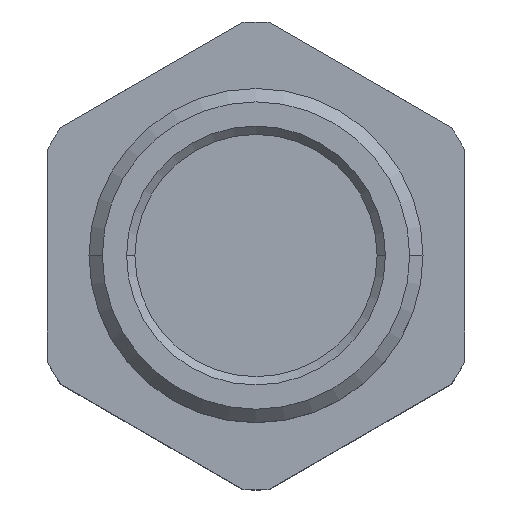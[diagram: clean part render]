
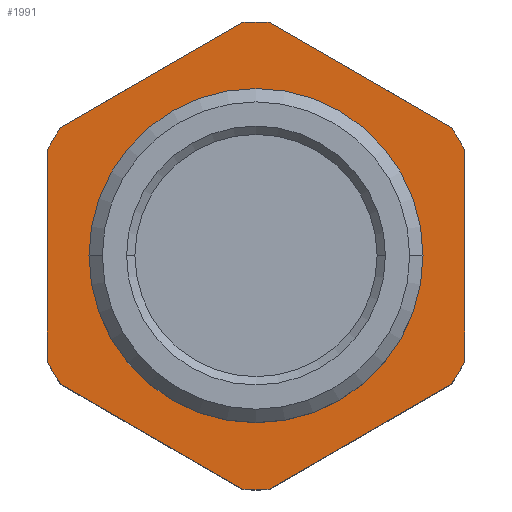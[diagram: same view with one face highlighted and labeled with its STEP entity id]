
A CAD part, top view. The second image highlights one B-rep face of the part: STEP entity #1991.
In plain terms, the highlighted planar face has unit normal (0, 0, 1).
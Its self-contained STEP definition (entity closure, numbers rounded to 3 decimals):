
#25 = EDGE_CURVE ( 'NONE', #3623, #624, #164, .T. ) ;
#53 = ORIENTED_EDGE ( 'NONE', *, *, #627, .F. ) ;
#107 = DIRECTION ( 'NONE',  ( 0., -1., 0. ) ) ;
#119 = DIRECTION ( 'NONE',  ( 0., 0., 1. ) ) ;
#163 = AXIS2_PLACEMENT_3D ( 'NONE', #2386, #2245, #2190 ) ;
#164 = LINE ( 'NONE', #2270, #904 ) ;
#185 = DIRECTION ( 'NONE',  ( 0., 0., -1. ) ) ;
#215 = AXIS2_PLACEMENT_3D ( 'NONE', #3235, #2037, #3038 ) ;
#223 = DIRECTION ( 'NONE',  ( -1., 0., 0. ) ) ;
#271 = VERTEX_POINT ( 'NONE', #2286 ) ;
#380 = VERTEX_POINT ( 'NONE', #2906 ) ;
#527 = AXIS2_PLACEMENT_3D ( 'NONE', #3614, #3669, #3829 ) ;
#544 = VECTOR ( 'NONE', #2791, 1000. ) ;
#547 = EDGE_CURVE ( 'NONE', #2966, #992, #2455, .T. ) ;
#569 = AXIS2_PLACEMENT_3D ( 'NONE', #2996, #3401, #712 ) ;
#624 = VERTEX_POINT ( 'NONE', #2918 ) ;
#627 = EDGE_CURVE ( 'NONE', #992, #3566, #3001, .T. ) ;
#697 = DIRECTION ( 'NONE',  ( 0., 0., -1. ) ) ;
#712 = DIRECTION ( 'NONE',  ( -1., 0., 0. ) ) ;
#761 = CIRCLE ( 'NONE', #3750, 18.8 ) ;
#803 = EDGE_CURVE ( 'NONE', #2415, #380, #761, .T. ) ;
#904 = VECTOR ( 'NONE', #107, 1000. ) ;
#930 = CARTESIAN_POINT ( 'NONE',  ( 0., 28.868, 0. ) ) ;
#963 = DIRECTION ( 'NONE',  ( -0.866, 0.5, 0. ) ) ;
#992 = VERTEX_POINT ( 'NONE', #2061 ) ;
#1068 = LINE ( 'NONE', #2654, #2738 ) ;
#1155 = DIRECTION ( 'NONE',  ( 0., 0., -1. ) ) ;
#1221 = CIRCLE ( 'NONE', #569, 18.8 ) ;
#1254 = CARTESIAN_POINT ( 'NONE',  ( 0., 0., 0. ) ) ;
#1273 = ORIENTED_EDGE ( 'NONE', *, *, #2857, .F. ) ;
#1329 = EDGE_LOOP ( 'NONE', ( #1768, #1718 ) ) ;
#1346 = DIRECTION ( 'NONE',  ( 0., 0., -1. ) ) ;
#1463 = DIRECTION ( 'NONE',  ( 1., 0., 0. ) ) ;
#1479 = PLANE ( 'NONE',  #215 ) ;
#1513 = EDGE_LOOP ( 'NONE', ( #3051, #3442, #2709, #1273, #2327, #2876, #3674, #53, #2038, #3223, #2684, #1761 ) ) ;
#1542 = AXIS2_PLACEMENT_3D ( 'NONE', #2549, #697, #2870 ) ;
#1547 = FACE_OUTER_BOUND ( 'NONE', #1513, .T. ) ;
#1571 = EDGE_CURVE ( 'NONE', #3388, #3623, #3578, .T. ) ;
#1613 = VERTEX_POINT ( 'NONE', #3271 ) ;
#1629 = EDGE_CURVE ( 'NONE', #3566, #1613, #1706, .T. ) ;
#1650 = CARTESIAN_POINT ( 'NONE',  ( 0., 0., 0. ) ) ;
#1706 = CIRCLE ( 'NONE', #527, 28. ) ;
#1718 = ORIENTED_EDGE ( 'NONE', *, *, #2076, .F. ) ;
#1749 = CARTESIAN_POINT ( 'NONE',  ( 18.8, 0., 0. ) ) ;
#1758 = EDGE_CURVE ( 'NONE', #1613, #271, #2109, .T. ) ;
#1761 = ORIENTED_EDGE ( 'NONE', *, *, #2410, .F. ) ;
#1768 = ORIENTED_EDGE ( 'NONE', *, *, #803, .F. ) ;
#1830 = CIRCLE ( 'NONE', #1542, 28. ) ;
#1847 = CARTESIAN_POINT ( 'NONE',  ( 23.42, 15.346, 0. ) ) ;
#1873 = CARTESIAN_POINT ( 'NONE',  ( 1.58, 27.955, 0. ) ) ;
#1923 = CARTESIAN_POINT ( 'NONE',  ( 0., -28.868, 0. ) ) ;
#1927 = CARTESIAN_POINT ( 'NONE',  ( -23.42, -15.346, 0. ) ) ;
#1937 = CARTESIAN_POINT ( 'NONE',  ( 25., 12.61, 0. ) ) ;
#1981 = CARTESIAN_POINT ( 'NONE',  ( 0., 0., 0. ) ) ;
#1991 = ADVANCED_FACE ( 'NONE', ( #1547, #3906 ), #1479, .F. ) ;
#2037 = DIRECTION ( 'NONE',  ( 0., 0., -1. ) ) ;
#2038 = ORIENTED_EDGE ( 'NONE', *, *, #547, .F. ) ;
#2061 = CARTESIAN_POINT ( 'NONE',  ( -25., -12.61, 0. ) ) ;
#2076 = EDGE_CURVE ( 'NONE', #380, #2415, #1221, .T. ) ;
#2084 = EDGE_CURVE ( 'NONE', #271, #2848, #3663, .T. ) ;
#2109 = LINE ( 'NONE', #2435, #3154 ) ;
#2137 = DIRECTION ( 'NONE',  ( 1., 0., 0. ) ) ;
#2190 = DIRECTION ( 'NONE',  ( 1., 0., 0. ) ) ;
#2241 = CIRCLE ( 'NONE', #3878, 28. ) ;
#2245 = DIRECTION ( 'NONE',  ( 0., 0., -1. ) ) ;
#2270 = CARTESIAN_POINT ( 'NONE',  ( 25., 14.434, 0. ) ) ;
#2282 = DIRECTION ( 'NONE',  ( 1., 0., 0. ) ) ;
#2286 = CARTESIAN_POINT ( 'NONE',  ( -1.58, 27.955, 0. ) ) ;
#2297 = LINE ( 'NONE', #930, #2944 ) ;
#2327 = ORIENTED_EDGE ( 'NONE', *, *, #2084, .F. ) ;
#2372 = DIRECTION ( 'NONE',  ( 0.866, 0.5, 0. ) ) ;
#2386 = CARTESIAN_POINT ( 'NONE',  ( 0., 0., 0. ) ) ;
#2410 = EDGE_CURVE ( 'NONE', #2493, #2503, #1068, .T. ) ;
#2415 = VERTEX_POINT ( 'NONE', #1749 ) ;
#2435 = CARTESIAN_POINT ( 'NONE',  ( -25., 14.434, 0. ) ) ;
#2455 = CIRCLE ( 'NONE', #2978, 28. ) ;
#2478 = CARTESIAN_POINT ( 'NONE',  ( 1.58, -27.955, 0. ) ) ;
#2489 = DIRECTION ( 'NONE',  ( -0.866, -0.5, 0. ) ) ;
#2493 = VERTEX_POINT ( 'NONE', #2613 ) ;
#2503 = VERTEX_POINT ( 'NONE', #2478 ) ;
#2549 = CARTESIAN_POINT ( 'NONE',  ( 0., 0., 0. ) ) ;
#2613 = CARTESIAN_POINT ( 'NONE',  ( 23.42, -15.346, 0. ) ) ;
#2644 = LINE ( 'NONE', #1923, #2731 ) ;
#2654 = CARTESIAN_POINT ( 'NONE',  ( 25., -14.434, 0. ) ) ;
#2684 = ORIENTED_EDGE ( 'NONE', *, *, #3697, .F. ) ;
#2709 = ORIENTED_EDGE ( 'NONE', *, *, #1571, .F. ) ;
#2731 = VECTOR ( 'NONE', #963, 1000. ) ;
#2738 = VECTOR ( 'NONE', #2489, 1000. ) ;
#2759 = CARTESIAN_POINT ( 'NONE',  ( -25., -14.434, 0. ) ) ;
#2791 = DIRECTION ( 'NONE',  ( 0., 1., 0. ) ) ;
#2809 = CARTESIAN_POINT ( 'NONE',  ( -25., 12.61, 0. ) ) ;
#2848 = VERTEX_POINT ( 'NONE', #1873 ) ;
#2857 = EDGE_CURVE ( 'NONE', #2848, #3388, #2297, .T. ) ;
#2870 = DIRECTION ( 'NONE',  ( 1., 0., 0. ) ) ;
#2876 = ORIENTED_EDGE ( 'NONE', *, *, #1758, .F. ) ;
#2906 = CARTESIAN_POINT ( 'NONE',  ( -18.8, 0., 0. ) ) ;
#2918 = CARTESIAN_POINT ( 'NONE',  ( 25., -12.61, 0. ) ) ;
#2944 = VECTOR ( 'NONE', #3120, 1000. ) ;
#2951 = AXIS2_PLACEMENT_3D ( 'NONE', #3573, #1155, #2137 ) ;
#2966 = VERTEX_POINT ( 'NONE', #1927 ) ;
#2978 = AXIS2_PLACEMENT_3D ( 'NONE', #1254, #1346, #1463 ) ;
#2983 = CARTESIAN_POINT ( 'NONE',  ( -1.58, -27.955, 0. ) ) ;
#2991 = EDGE_CURVE ( 'NONE', #624, #2493, #1830, .T. ) ;
#2996 = CARTESIAN_POINT ( 'NONE',  ( 0., 0., 0. ) ) ;
#3001 = LINE ( 'NONE', #2759, #544 ) ;
#3038 = DIRECTION ( 'NONE',  ( 1., 0., 0. ) ) ;
#3051 = ORIENTED_EDGE ( 'NONE', *, *, #2991, .F. ) ;
#3120 = DIRECTION ( 'NONE',  ( 0.866, -0.5, 0. ) ) ;
#3154 = VECTOR ( 'NONE', #2372, 1000. ) ;
#3223 = ORIENTED_EDGE ( 'NONE', *, *, #3588, .F. ) ;
#3235 = CARTESIAN_POINT ( 'NONE',  ( 0., 0., 0. ) ) ;
#3271 = CARTESIAN_POINT ( 'NONE',  ( -23.42, 15.346, 0. ) ) ;
#3388 = VERTEX_POINT ( 'NONE', #1847 ) ;
#3401 = DIRECTION ( 'NONE',  ( 0., 0., 1. ) ) ;
#3442 = ORIENTED_EDGE ( 'NONE', *, *, #25, .F. ) ;
#3566 = VERTEX_POINT ( 'NONE', #2809 ) ;
#3573 = CARTESIAN_POINT ( 'NONE',  ( 0., 0., 0. ) ) ;
#3578 = CIRCLE ( 'NONE', #163, 28. ) ;
#3588 = EDGE_CURVE ( 'NONE', #3824, #2966, #2644, .T. ) ;
#3614 = CARTESIAN_POINT ( 'NONE',  ( 0., 0., 0. ) ) ;
#3623 = VERTEX_POINT ( 'NONE', #1937 ) ;
#3663 = CIRCLE ( 'NONE', #2951, 28. ) ;
#3669 = DIRECTION ( 'NONE',  ( 0., 0., -1. ) ) ;
#3674 = ORIENTED_EDGE ( 'NONE', *, *, #1629, .F. ) ;
#3697 = EDGE_CURVE ( 'NONE', #2503, #3824, #2241, .T. ) ;
#3750 = AXIS2_PLACEMENT_3D ( 'NONE', #1650, #119, #223 ) ;
#3824 = VERTEX_POINT ( 'NONE', #2983 ) ;
#3829 = DIRECTION ( 'NONE',  ( 1., 0., 0. ) ) ;
#3878 = AXIS2_PLACEMENT_3D ( 'NONE', #1981, #185, #2282 ) ;
#3906 = FACE_BOUND ( 'NONE', #1329, .T. ) ;
